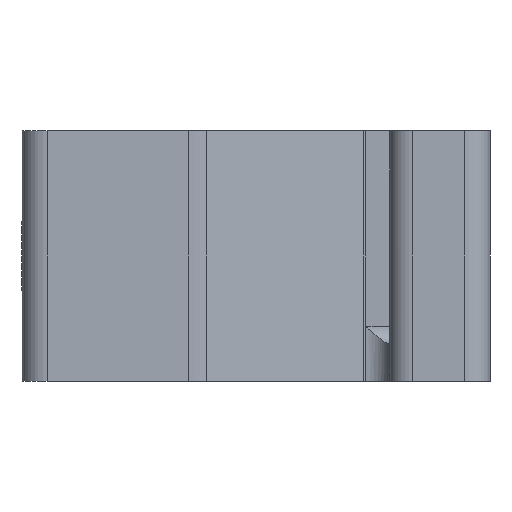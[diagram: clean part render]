
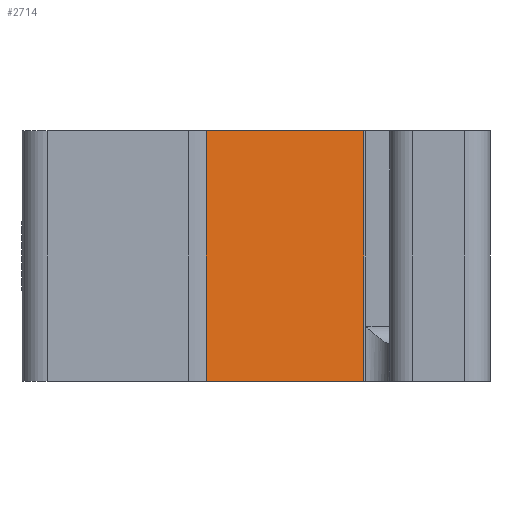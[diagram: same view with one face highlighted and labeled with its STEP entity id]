
A CAD part, left-side view. The second image highlights one B-rep face of the part: STEP entity #2714.
In plain terms, the highlighted planar face has unit normal (-0.985, -0.174, 0).
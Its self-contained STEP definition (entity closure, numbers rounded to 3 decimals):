
#34 = EDGE_CURVE ( 'NONE', #2893, #1124, #1519, .T. ) ;
#81 = CARTESIAN_POINT ( 'NONE',  ( -20.329, -13.657, 0. ) ) ;
#255 = CARTESIAN_POINT ( 'NONE',  ( -21.439, -7.358, 10. ) ) ;
#395 = VERTEX_POINT ( 'NONE', #2860 ) ;
#579 = CARTESIAN_POINT ( 'NONE',  ( -20.329, -13.657, 10. ) ) ;
#834 = LINE ( 'NONE', #2212, #1500 ) ;
#887 = VECTOR ( 'NONE', #2389, 1000. ) ;
#892 = CARTESIAN_POINT ( 'NONE',  ( -20.329, -13.657, 10. ) ) ;
#1002 = EDGE_CURVE ( 'NONE', #395, #2893, #3090, .T. ) ;
#1115 = DIRECTION ( 'NONE',  ( 0., 0., -1. ) ) ;
#1124 = VERTEX_POINT ( 'NONE', #81 ) ;
#1339 = PLANE ( 'NONE',  #1996 ) ;
#1349 = DIRECTION ( 'NONE',  ( 0.985, 0.174, 0. ) ) ;
#1471 = EDGE_CURVE ( 'NONE', #3267, #1124, #3452, .T. ) ;
#1500 = VECTOR ( 'NONE', #3407, 1000. ) ;
#1506 = CARTESIAN_POINT ( 'NONE',  ( -21.439, -7.358, 0. ) ) ;
#1519 = LINE ( 'NONE', #3228, #2182 ) ;
#1709 = FACE_OUTER_BOUND ( 'NONE', #3382, .T. ) ;
#1934 = ORIENTED_EDGE ( 'NONE', *, *, #34, .T. ) ;
#1996 = AXIS2_PLACEMENT_3D ( 'NONE', #2462, #1349, #3261 ) ;
#2035 = ORIENTED_EDGE ( 'NONE', *, *, #1002, .T. ) ;
#2131 = EDGE_CURVE ( 'NONE', #395, #3267, #834, .T. ) ;
#2182 = VECTOR ( 'NONE', #3195, 1000. ) ;
#2212 = CARTESIAN_POINT ( 'NONE',  ( -21.439, -7.358, 10. ) ) ;
#2294 = ORIENTED_EDGE ( 'NONE', *, *, #1471, .F. ) ;
#2389 = DIRECTION ( 'NONE',  ( 0., 0., -1. ) ) ;
#2462 = CARTESIAN_POINT ( 'NONE',  ( -21.439, -7.358, 10. ) ) ;
#2714 = ADVANCED_FACE ( 'NONE', ( #1709 ), #1339, .F. ) ;
#2772 = VECTOR ( 'NONE', #1115, 1000. ) ;
#2860 = CARTESIAN_POINT ( 'NONE',  ( -21.439, -7.358, 10. ) ) ;
#2893 = VERTEX_POINT ( 'NONE', #1506 ) ;
#2937 = ORIENTED_EDGE ( 'NONE', *, *, #2131, .F. ) ;
#3090 = LINE ( 'NONE', #255, #887 ) ;
#3195 = DIRECTION ( 'NONE',  ( 0.174, -0.985, 0. ) ) ;
#3228 = CARTESIAN_POINT ( 'NONE',  ( -21.439, -7.358, 0. ) ) ;
#3261 = DIRECTION ( 'NONE',  ( -0.174, 0.985, 0. ) ) ;
#3267 = VERTEX_POINT ( 'NONE', #579 ) ;
#3382 = EDGE_LOOP ( 'NONE', ( #1934, #2294, #2937, #2035 ) ) ;
#3407 = DIRECTION ( 'NONE',  ( 0.174, -0.985, 0. ) ) ;
#3452 = LINE ( 'NONE', #892, #2772 ) ;
